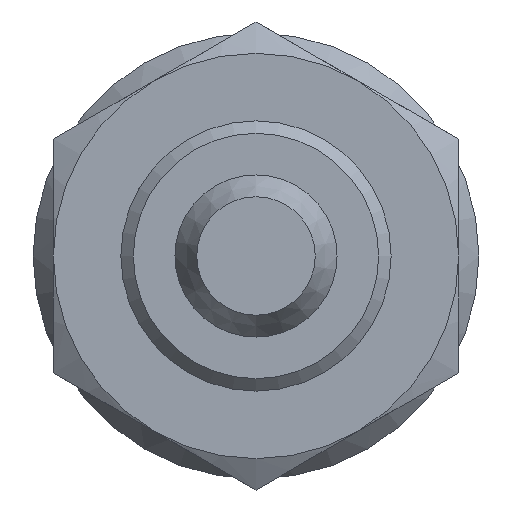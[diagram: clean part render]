
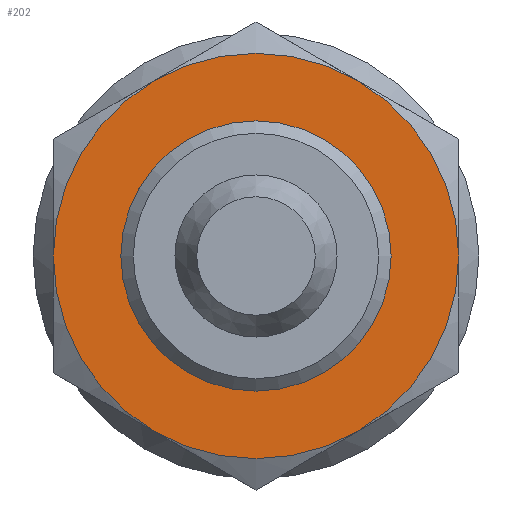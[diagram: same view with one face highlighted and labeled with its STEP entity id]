
A CAD part, front view. The second image highlights one B-rep face of the part: STEP entity #202.
In plain terms, the highlighted planar face has unit normal (0, -1, 0).
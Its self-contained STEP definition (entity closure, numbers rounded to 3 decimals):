
#202 = ADVANCED_FACE( '', ( #418, #419 ), #420, .F. );
#418 = FACE_BOUND( '', #632, .T. );
#419 = FACE_OUTER_BOUND( '', #633, .T. );
#420 = PLANE( '', #634 );
#632 = EDGE_LOOP( '', ( #1126 ) );
#633 = EDGE_LOOP( '', ( #1127, #1128, #1129, #1130, #1131, #1132 ) );
#634 = AXIS2_PLACEMENT_3D( '', #1133, #1134, #1135 );
#1126 = ORIENTED_EDGE( '', *, *, #1309, .F. );
#1127 = ORIENTED_EDGE( '', *, *, #1328, .T. );
#1128 = ORIENTED_EDGE( '', *, *, #1283, .T. );
#1129 = ORIENTED_EDGE( '', *, *, #1358, .T. );
#1130 = ORIENTED_EDGE( '', *, *, #1380, .T. );
#1131 = ORIENTED_EDGE( '', *, *, #1288, .T. );
#1132 = ORIENTED_EDGE( '', *, *, #1371, .T. );
#1133 = CARTESIAN_POINT( '', ( 15., -33., 0. ) );
#1134 = DIRECTION( '', ( 0., 1., 0. ) );
#1135 = DIRECTION( '', ( 0., 0., 1. ) );
#1283 = EDGE_CURVE( '', #1547, #1549, #1551, .T. );
#1288 = EDGE_CURVE( '', #1424, #1556, #1558, .T. );
#1309 = EDGE_CURVE( '', #1582, #1582, #1583, .F. );
#1328 = EDGE_CURVE( '', #1400, #1547, #1607, .T. );
#1358 = EDGE_CURVE( '', #1549, #1463, #1646, .T. );
#1371 = EDGE_CURVE( '', #1556, #1400, #1661, .T. );
#1380 = EDGE_CURVE( '', #1463, #1424, #1670, .T. );
#1400 = VERTEX_POINT( '', #1703 );
#1424 = VERTEX_POINT( '', #1770 );
#1463 = VERTEX_POINT( '', #1856 );
#1547 = VERTEX_POINT( '', #2004 );
#1549 = VERTEX_POINT( '', #2013 );
#1551 = CIRCLE( '', #2022, 15. );
#1556 = VERTEX_POINT( '', #2027 );
#1558 = CIRCLE( '', #2036, 15. );
#1582 = VERTEX_POINT( '', #2088 );
#1583 = CIRCLE( '', #2089, 10. );
#1607 = CIRCLE( '', #2147, 15. );
#1646 = CIRCLE( '', #2215, 15. );
#1661 = CIRCLE( '', #2233, 15. );
#1670 = CIRCLE( '', #2244, 15. );
#1703 = CARTESIAN_POINT( '', ( 7.5, -33., -12.99 ) );
#1770 = CARTESIAN_POINT( '', ( -15., -33., 0. ) );
#1856 = CARTESIAN_POINT( '', ( -7.5, -33., 12.99 ) );
#2004 = CARTESIAN_POINT( '', ( 15., -33., 0. ) );
#2013 = CARTESIAN_POINT( '', ( 7.5, -33., 12.99 ) );
#2022 = AXIS2_PLACEMENT_3D( '', #2339, #2340, #2341 );
#2027 = CARTESIAN_POINT( '', ( -7.5, -33., -12.99 ) );
#2036 = AXIS2_PLACEMENT_3D( '', #2345, #2346, #2347 );
#2088 = CARTESIAN_POINT( '', ( 0., -33., 10. ) );
#2089 = AXIS2_PLACEMENT_3D( '', #2357, #2358, #2359 );
#2147 = AXIS2_PLACEMENT_3D( '', #2370, #2371, #2372 );
#2215 = AXIS2_PLACEMENT_3D( '', #2393, #2394, #2395 );
#2233 = AXIS2_PLACEMENT_3D( '', #2414, #2415, #2416 );
#2244 = AXIS2_PLACEMENT_3D( '', #2419, #2420, #2421 );
#2339 = CARTESIAN_POINT( '', ( 0., -33., 0. ) );
#2340 = DIRECTION( '', ( 0., -1., 0. ) );
#2341 = DIRECTION( '', ( 0., 0., -1. ) );
#2345 = CARTESIAN_POINT( '', ( 0., -33., 0. ) );
#2346 = DIRECTION( '', ( 0., -1., 0. ) );
#2347 = DIRECTION( '', ( 0., 0., -1. ) );
#2357 = CARTESIAN_POINT( '', ( 0., -33., 0. ) );
#2358 = DIRECTION( '', ( 0., 1., 0. ) );
#2359 = DIRECTION( '', ( 0., 0., 1. ) );
#2370 = CARTESIAN_POINT( '', ( 0., -33., 0. ) );
#2371 = DIRECTION( '', ( 0., -1., 0. ) );
#2372 = DIRECTION( '', ( 0., 0., -1. ) );
#2393 = CARTESIAN_POINT( '', ( 0., -33., 0. ) );
#2394 = DIRECTION( '', ( 0., -1., 0. ) );
#2395 = DIRECTION( '', ( 0., 0., -1. ) );
#2414 = CARTESIAN_POINT( '', ( 0., -33., 0. ) );
#2415 = DIRECTION( '', ( 0., -1., 0. ) );
#2416 = DIRECTION( '', ( 0., 0., -1. ) );
#2419 = CARTESIAN_POINT( '', ( 0., -33., 0. ) );
#2420 = DIRECTION( '', ( 0., -1., 0. ) );
#2421 = DIRECTION( '', ( 0., 0., -1. ) );
